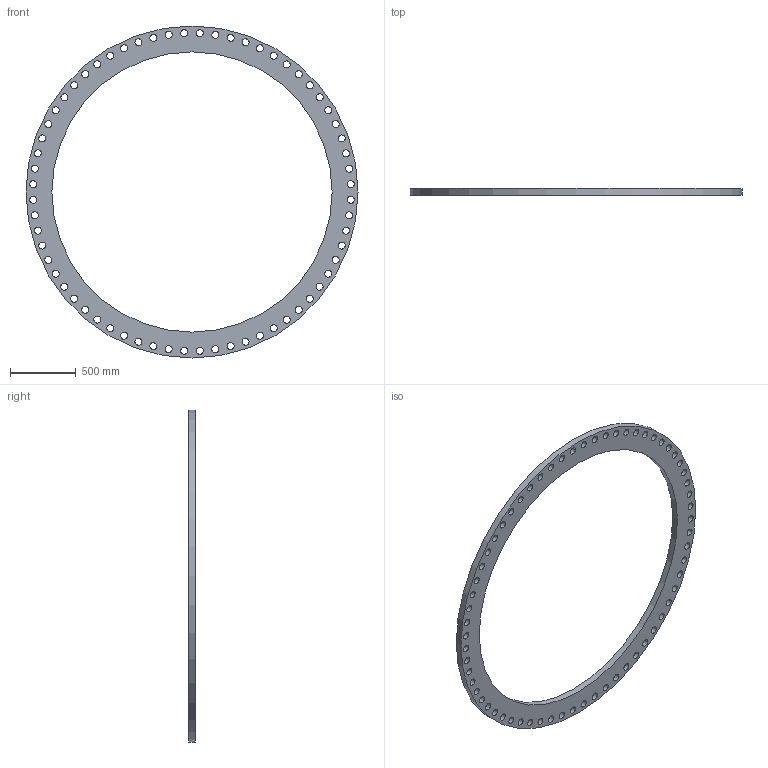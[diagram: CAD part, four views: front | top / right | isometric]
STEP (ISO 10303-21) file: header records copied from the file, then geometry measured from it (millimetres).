
FILE_DESCRIPTION(/* description */ (''),/* implementation_level */ '2;1');
FILE_NAME(/* name */ 'AWWA-C207-B84-S.stp',/* time_stamp */ '2023-11-03T14:18:06-04:00',/* author */ ('Admin'),/* organization */ (''),/* preprocessor_version */ 'ST-DEVELOPER v19',/* originating_system */ 'Autodesk Inventor 2023',/* authorisation */ '');
FILE_SCHEMA (('AUTOMOTIVE_DESIGN { 1 0 10303 214 3 1 1 }'));
Length unit declared in the file: inch
Products named in the file (1): AWWA-C207-B84-S
Bounding box: 2533.65 x 50.8 x 2533.65 mm (x, y, z)
Volume: 66233662.7 mm3; surface area: 3904552.4 mm2
Topology: 1 solids, 1 shells, 68 faces, 198 edges, 132 vertices
Faces by surface type: cylinder 66, plane 2
Full cylindrical faces by diameter (mm): 53.975 x64, 2138.426 x1, 2533.65 x1
Entity records: 2639 total; most frequent: DIRECTION 468, CARTESIAN_POINT 399, ORIENTED_EDGE 396, AXIS2_PLACEMENT_3D 201, EDGE_LOOP 198, EDGE_CURVE 198, CIRCLE 132, VERTEX_POINT 132
